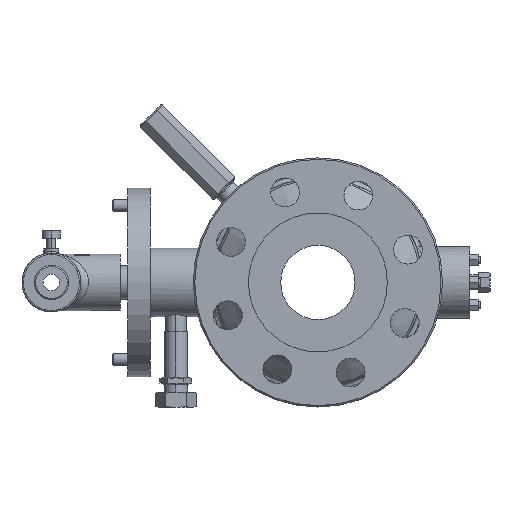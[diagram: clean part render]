
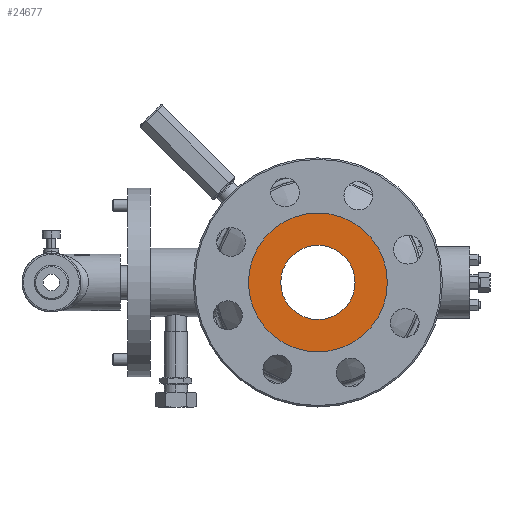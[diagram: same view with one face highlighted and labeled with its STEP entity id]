
A CAD part, left-side view. The second image highlights one B-rep face of the part: STEP entity #24677.
In plain terms, the highlighted planar face has unit normal (-1, 0, 0).
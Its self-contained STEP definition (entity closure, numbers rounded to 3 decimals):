
#3696 = CARTESIAN_POINT ( 'NONE',  ( -103., 0., 0. ) ) ;
#3768 = AXIS2_PLACEMENT_3D ( 'NONE', #3696, #15164, #7970 ) ;
#4056 = ORIENTED_EDGE ( 'NONE', *, *, #15848, .T. ) ;
#5031 = AXIS2_PLACEMENT_3D ( 'NONE', #26896, #13337, #17603 ) ;
#5358 = ORIENTED_EDGE ( 'NONE', *, *, #13945, .F. ) ;
#6106 = DIRECTION ( 'NONE',  ( 0., 0., 1. ) ) ;
#7970 = DIRECTION ( 'NONE',  ( 0., 0., 1. ) ) ;
#8542 = AXIS2_PLACEMENT_3D ( 'NONE', #28039, #19205, #6106 ) ;
#10001 = ORIENTED_EDGE ( 'NONE', *, *, #25183, .T. ) ;
#10164 = CIRCLE ( 'NONE', #27576, 24.6 ) ;
#10612 = EDGE_CURVE ( 'NONE', #17141, #19114, #18859, .T. ) ;
#12116 = CARTESIAN_POINT ( 'NONE',  ( -103., 0., -24.6 ) ) ;
#13158 = CARTESIAN_POINT ( 'NONE',  ( -103., 0., -46. ) ) ;
#13337 = DIRECTION ( 'NONE',  ( -1., 0., 0. ) ) ;
#13945 = EDGE_CURVE ( 'NONE', #19114, #17141, #10164, .T. ) ;
#14337 = CARTESIAN_POINT ( 'NONE',  ( -103., 0., 0. ) ) ;
#14901 = CIRCLE ( 'NONE', #5031, 46. ) ;
#15164 = DIRECTION ( 'NONE',  ( -1., 0., 0. ) ) ;
#15848 = EDGE_CURVE ( 'NONE', #25982, #17073, #14901, .T. ) ;
#17073 = VERTEX_POINT ( 'NONE', #13158 ) ;
#17141 = VERTEX_POINT ( 'NONE', #12116 ) ;
#17464 = ORIENTED_EDGE ( 'NONE', *, *, #10612, .F. ) ;
#17603 = DIRECTION ( 'NONE',  ( 0., 0., 1. ) ) ;
#17796 = EDGE_LOOP ( 'NONE', ( #17464, #5358 ) ) ;
#18859 = CIRCLE ( 'NONE', #8542, 24.6 ) ;
#19100 = DIRECTION ( 'NONE',  ( 0., 0., 1. ) ) ;
#19114 = VERTEX_POINT ( 'NONE', #23186 ) ;
#19205 = DIRECTION ( 'NONE',  ( -1., 0., 0. ) ) ;
#20500 = CARTESIAN_POINT ( 'NONE',  ( -103., 0., 46. ) ) ;
#22111 = AXIS2_PLACEMENT_3D ( 'NONE', #23701, #25749, #19100 ) ;
#23065 = DIRECTION ( 'NONE',  ( 0., 0., 1. ) ) ;
#23186 = CARTESIAN_POINT ( 'NONE',  ( -103., 0., 24.6 ) ) ;
#23701 = CARTESIAN_POINT ( 'NONE',  ( -103., 0., 0. ) ) ;
#24029 = PLANE ( 'NONE',  #3768 ) ;
#24677 = ADVANCED_FACE ( 'NONE', ( #28407, #28128 ), #24029, .T. ) ;
#25183 = EDGE_CURVE ( 'NONE', #17073, #25982, #26826, .T. ) ;
#25404 = DIRECTION ( 'NONE',  ( -1., 0., 0. ) ) ;
#25749 = DIRECTION ( 'NONE',  ( -1., 0., 0. ) ) ;
#25982 = VERTEX_POINT ( 'NONE', #20500 ) ;
#26826 = CIRCLE ( 'NONE', #22111, 46. ) ;
#26896 = CARTESIAN_POINT ( 'NONE',  ( -103., 0., 0. ) ) ;
#27576 = AXIS2_PLACEMENT_3D ( 'NONE', #14337, #25404, #23065 ) ;
#28039 = CARTESIAN_POINT ( 'NONE',  ( -103., 0., 0. ) ) ;
#28128 = FACE_BOUND ( 'NONE', #17796, .T. ) ;
#28407 = FACE_OUTER_BOUND ( 'NONE', #28413, .T. ) ;
#28413 = EDGE_LOOP ( 'NONE', ( #10001, #4056 ) ) ;
